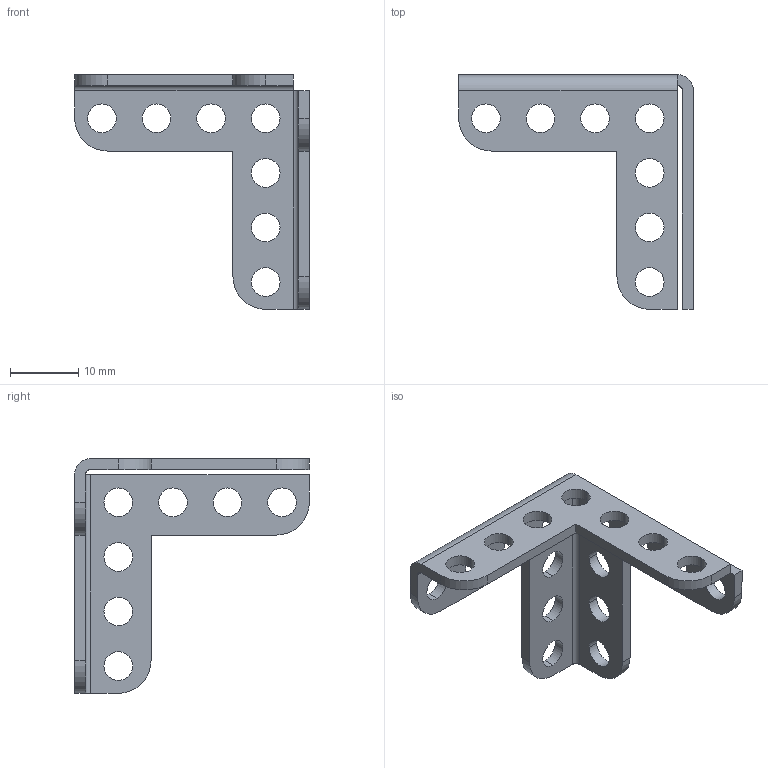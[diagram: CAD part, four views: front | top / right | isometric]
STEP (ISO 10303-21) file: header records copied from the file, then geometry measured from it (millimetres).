
FILE_DESCRIPTION (( 'STEP AP214' ), '1' );
FILE_NAME ('03-0005.step', '2020-04-06T07:06:17', ( '' ), ( '' ), 'SwSTEP 2.0', 'SolidWorks 2020', '' );
FILE_SCHEMA (( 'AUTOMOTIVE_DESIGN' ));
Length unit declared in the file: millimetre
Products named in the file (1): 03-0005
Bounding box: 34.4 x 34.4 x 34.4 mm (x, y, z)
Volume: 2085.8 mm3; surface area: 3456.7 mm2
Topology: 1 solids, 1 shells, 70 faces, 200 edges, 132 vertices
Faces by surface type: cylinder 52, plane 18
Entity records: 2454 total; most frequent: DIRECTION 446, CARTESIAN_POINT 403, ORIENTED_EDGE 400, EDGE_CURVE 200, AXIS2_PLACEMENT_3D 175, VERTEX_POINT 132, EDGE_LOOP 112, CIRCLE 104
